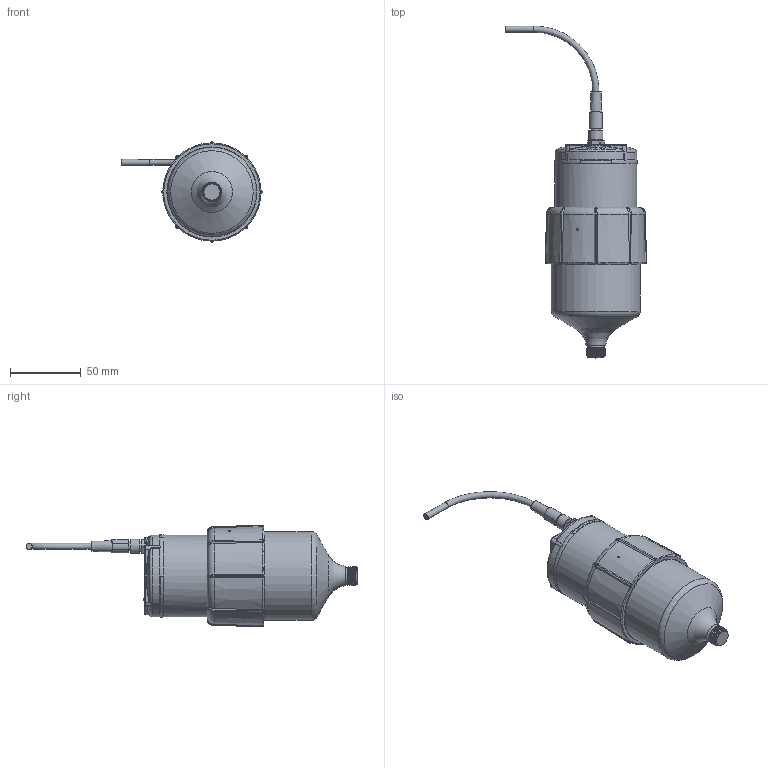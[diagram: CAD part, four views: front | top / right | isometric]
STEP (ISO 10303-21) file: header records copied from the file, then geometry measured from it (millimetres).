
FILE_DESCRIPTION(/* description */ (''),/* implementation_level */ '2;1');
FILE_NAME(/* name */ 'perma_STAR_CONTROL_Antrieb_Gen_2_0_S60_Rev_A.stp',/* time_stamp */ '2014-07-29T10:39:06+02:00',/* author */ ('002180'),/* organization */ (''),/* preprocessor_version */ 'ST-DEVELOPER v15.6',/* originating_system */ 'Autodesk Inventor 2015',/* authorisation */ '');
FILE_SCHEMA (('AUTOMOTIVE_DESIGN { 1 0 10303 214 3 1 1 }'));
Length unit declared in the file: millimetre
Products named in the file (1): STAR CONTROL mit STAR LC S60_für Step
Bounding box: 99.78 x 235.1 x 71.55 mm (x, y, z)
Volume: 402029.5 mm3; surface area: 34340.8 mm2
Topology: 1 solids, 1 shells, 272 faces, 684 edges, 421 vertices
Faces by surface type: bspline 72, plane 62, cylinder 61, cone 45, torus 26, sphere 6
Full cylindrical faces by diameter (mm): 1.5 x1, 4.4 x2, 6.9 x1, 8 x1, 10 x1, 58.1 x1, 63 x1
Entity records: 13585 total; most frequent: CARTESIAN_POINT 7442, ORIENTED_EDGE 1302, DIRECTION 1043, EDGE_CURVE 651, AXIS2_PLACEMENT_3D 435, VERTEX_POINT 411, EDGE_LOOP 302, FACE_OUTER_BOUND 272
